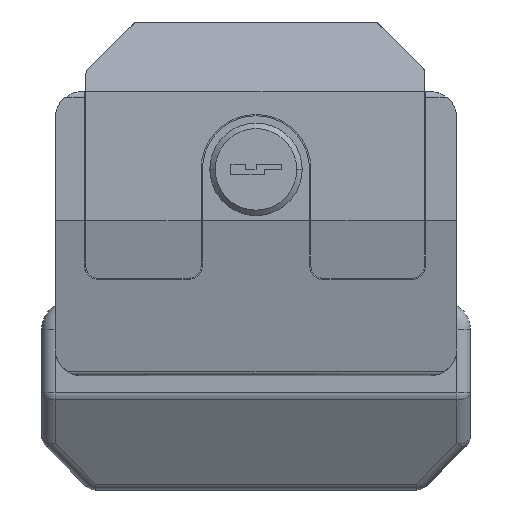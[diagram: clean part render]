
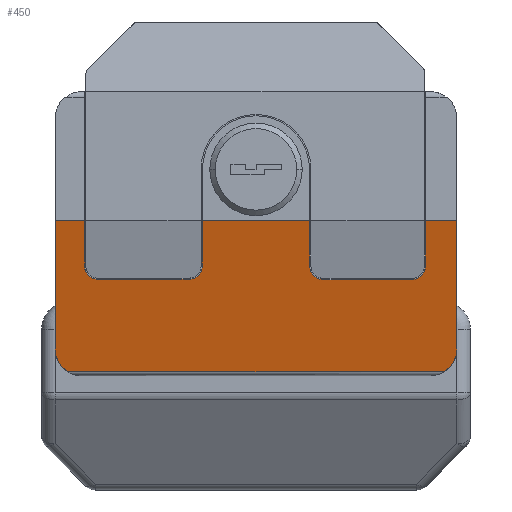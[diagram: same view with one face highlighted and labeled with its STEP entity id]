
A CAD part, front view. The second image highlights one B-rep face of the part: STEP entity #450.
In plain terms, the highlighted planar face has unit normal (0, -0.97, -0.242).
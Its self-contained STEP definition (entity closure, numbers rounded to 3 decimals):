
#450=ADVANCED_FACE('',(#938),#939,.T.);
#938=FACE_OUTER_BOUND('',#1462,.T.);
#939=PLANE('',#1463);
#1462=EDGE_LOOP('',(#2793,#2794,#2795,#2796,#2797,#2798,#2799,#2800,#2801,#2802,#2803,#2804,#2805,#2806,#2807,#2808,#2809,#2810));
#1463=AXIS2_PLACEMENT_3D('',#2811,#2812,#2813);
#2793=ORIENTED_EDGE('',*,*,#3733,.F.);
#2794=ORIENTED_EDGE('',*,*,#3459,.F.);
#2795=ORIENTED_EDGE('',*,*,#3735,.F.);
#2796=ORIENTED_EDGE('',*,*,#3674,.T.);
#2797=ORIENTED_EDGE('',*,*,#3736,.F.);
#2798=ORIENTED_EDGE('',*,*,#3737,.F.);
#2799=ORIENTED_EDGE('',*,*,#3558,.F.);
#2800=ORIENTED_EDGE('',*,*,#3563,.T.);
#2801=ORIENTED_EDGE('',*,*,#3621,.F.);
#2802=ORIENTED_EDGE('',*,*,#3614,.F.);
#2803=ORIENTED_EDGE('',*,*,#3632,.F.);
#2804=ORIENTED_EDGE('',*,*,#3500,.F.);
#2805=ORIENTED_EDGE('',*,*,#3496,.F.);
#2806=ORIENTED_EDGE('',*,*,#3492,.T.);
#2807=ORIENTED_EDGE('',*,*,#3638,.F.);
#2808=ORIENTED_EDGE('',*,*,#3487,.T.);
#2809=ORIENTED_EDGE('',*,*,#3701,.F.);
#2810=ORIENTED_EDGE('',*,*,#3463,.T.);
#2811=CARTESIAN_POINT('',(-37.5,-30.,33.465));
#2812=DIRECTION('',(-0.0,-0.97,-0.242));
#2813=DIRECTION('',(-1.0,0.0,0.0));
#3459=EDGE_CURVE('',#4226,#4228,#4229,.T.);
#3463=EDGE_CURVE('',#4235,#4232,#4236,.T.);
#3487=EDGE_CURVE('',#4273,#4271,#4274,.T.);
#3492=EDGE_CURVE('',#4282,#4280,#4283,.T.);
#3496=EDGE_CURVE('',#4282,#4288,#4289,.T.);
#3500=EDGE_CURVE('',#4288,#4294,#4295,.T.);
#3558=EDGE_CURVE('',#4382,#4384,#4385,.T.);
#3563=EDGE_CURVE('',#4382,#4390,#4392,.T.);
#3614=EDGE_CURVE('',#4464,#4466,#4467,.T.);
#3621=EDGE_CURVE('',#4466,#4390,#4476,.T.);
#3632=EDGE_CURVE('',#4294,#4464,#4489,.T.);
#3638=EDGE_CURVE('',#4273,#4280,#4496,.T.);
#3674=EDGE_CURVE('',#4539,#4546,#4548,.T.);
#3701=EDGE_CURVE('',#4235,#4271,#4590,.T.);
#3733=EDGE_CURVE('',#4228,#4232,#4635,.T.);
#3735=EDGE_CURVE('',#4539,#4226,#4637,.T.);
#3736=EDGE_CURVE('',#4638,#4546,#4639,.T.);
#3737=EDGE_CURVE('',#4384,#4638,#4640,.T.);
#4226=VERTEX_POINT('',#5298);
#4228=VERTEX_POINT('',#5301);
#4229=ELLIPSE('',#5302,5.153,5.0);
#4232=VERTEX_POINT('',#5310);
#4235=VERTEX_POINT('',#5318);
#4236=ELLIPSE('',#5319,5.153,5.0);
#4271=VERTEX_POINT('',#5370);
#4273=VERTEX_POINT('',#5373);
#4274=LINE('',#5374,#5375);
#4280=VERTEX_POINT('',#5382);
#4282=VERTEX_POINT('',#5385);
#4283=ELLIPSE('',#5386,2.577,2.5);
#4288=VERTEX_POINT('',#5393);
#4289=LINE('',#5394,#5395);
#4294=VERTEX_POINT('',#5401);
#4295=ELLIPSE('',#5402,2.577,2.5);
#4382=VERTEX_POINT('',#5520);
#4384=VERTEX_POINT('',#5523);
#4385=LINE('',#5524,#5525);
#4390=VERTEX_POINT('',#5531);
#4392=ELLIPSE('',#5534,2.577,2.5);
#4464=VERTEX_POINT('',#5636);
#4466=VERTEX_POINT('',#5639);
#4467=LINE('',#5640,#5641);
#4476=LINE('',#5653,#5654);
#4489=LINE('',#5673,#5674);
#4496=LINE('',#5684,#5685);
#4539=VERTEX_POINT('',#5744);
#4546=VERTEX_POINT('',#5753);
#4548=LINE('',#5756,#5757);
#4590=LINE('',#5822,#5823);
#4635=LINE('',#5884,#5885);
#4637=LINE('',#5887,#5888);
#4638=VERTEX_POINT('',#5889);
#4639=LINE('',#5890,#5891);
#4640=ELLIPSE('',#5892,2.577,2.5);
#5298=CARTESIAN_POINT('',(37.5,-24.028,9.512));
#5301=CARTESIAN_POINT('',(35.147,-22.97,5.271));
#5302=AXIS2_PLACEMENT_3D('',#6437,#6438,#6439);
#5310=CARTESIAN_POINT('',(-35.147,-22.97,5.271));
#5318=CARTESIAN_POINT('',(-37.5,-24.028,9.512));
#5319=AXIS2_PLACEMENT_3D('',#6440,#6441,#6442);
#5370=CARTESIAN_POINT('',(-37.5,-30.,33.465));
#5373=CARTESIAN_POINT('',(-32.0,-30.,33.465));
#5374=CARTESIAN_POINT('',(-32.0,-30.,33.465));
#5375=VECTOR('',#6470,5.5);
#5382=CARTESIAN_POINT('',(-32.0,-27.884,24.979));
#5385=CARTESIAN_POINT('',(-29.5,-27.261,22.479));
#5386=AXIS2_PLACEMENT_3D('',#6476,#6477,#6478);
#5393=CARTESIAN_POINT('',(-12.5,-27.261,22.479));
#5394=CARTESIAN_POINT('',(-29.5,-27.261,22.479));
#5395=VECTOR('',#6481,17.);
#5401=CARTESIAN_POINT('',(-10.0,-27.884,24.979));
#5402=AXIS2_PLACEMENT_3D('',#6486,#6487,#6488);
#5520=CARTESIAN_POINT('',(12.5,-27.256,22.461));
#5523=CARTESIAN_POINT('',(29.125,-27.256,22.461));
#5524=CARTESIAN_POINT('',(12.5,-27.256,22.461));
#5525=VECTOR('',#6557,16.625);
#5531=CARTESIAN_POINT('',(10.0,-27.88,24.961));
#5534=AXIS2_PLACEMENT_3D('',#6563,#6564,#6565);
#5636=CARTESIAN_POINT('',(-10.0,-30.,33.465));
#5639=CARTESIAN_POINT('',(10.0,-30.,33.465));
#5640=CARTESIAN_POINT('',(-10.0,-30.,33.465));
#5641=VECTOR('',#6609,20.0);
#5653=CARTESIAN_POINT('',(10.0,-30.,33.465));
#5654=VECTOR('',#6616,8.764);
#5673=CARTESIAN_POINT('',(-10.0,-27.884,24.979));
#5674=VECTOR('',#6629,8.746);
#5684=CARTESIAN_POINT('',(-32.0,-30.,33.465));
#5685=VECTOR('',#6633,8.746);
#5744=CARTESIAN_POINT('',(37.5,-30.,33.465));
#5753=CARTESIAN_POINT('',(31.625,-30.,33.465));
#5756=CARTESIAN_POINT('',(37.5,-30.,33.465));
#5757=VECTOR('',#6674,5.875);
#5822=CARTESIAN_POINT('',(-37.5,-24.028,9.512));
#5823=VECTOR('',#6699,24.686);
#5884=CARTESIAN_POINT('',(35.147,-22.97,5.271));
#5885=VECTOR('',#6734,70.294);
#5887=CARTESIAN_POINT('',(37.5,-30.,33.465));
#5888=VECTOR('',#6735,24.686);
#5889=CARTESIAN_POINT('',(31.625,-27.88,24.961));
#5890=CARTESIAN_POINT('',(31.625,-27.88,24.961));
#5891=VECTOR('',#6736,8.764);
#5892=AXIS2_PLACEMENT_3D('',#6737,#6738,#6739);
#6437=CARTESIAN_POINT('',(32.5,-24.028,9.512));
#6438=DIRECTION('',(0.0,0.97,0.242));
#6439=DIRECTION('',(0.0,0.242,-0.97));
#6440=CARTESIAN_POINT('',(-32.5,-24.028,9.512));
#6441=DIRECTION('',(0.0,-0.97,-0.242));
#6442=DIRECTION('',(0.0,0.242,-0.97));
#6470=DIRECTION('',(-1.0,0.0,0.0));
#6476=CARTESIAN_POINT('',(-29.5,-27.884,24.979));
#6477=DIRECTION('',(0.0,0.97,0.242));
#6478=DIRECTION('',(0.0,0.242,-0.97));
#6481=DIRECTION('',(1.0,0.0,0.0));
#6486=CARTESIAN_POINT('',(-12.5,-27.884,24.979));
#6487=DIRECTION('',(0.0,-0.97,-0.242));
#6488=DIRECTION('',(0.0,0.242,-0.97));
#6557=DIRECTION('',(1.0,0.0,0.0));
#6563=CARTESIAN_POINT('',(12.5,-27.88,24.961));
#6564=DIRECTION('',(0.0,0.97,0.242));
#6565=DIRECTION('',(0.0,0.242,-0.97));
#6609=DIRECTION('',(1.0,0.0,0.0));
#6616=DIRECTION('',(0.0,0.242,-0.97));
#6629=DIRECTION('',(0.0,-0.242,0.97));
#6633=DIRECTION('',(0.,0.242,-0.97));
#6674=DIRECTION('',(-1.0,0.,0.));
#6699=DIRECTION('',(0.,-0.242,0.97));
#6734=DIRECTION('',(-1.0,0.0,0.0));
#6735=DIRECTION('',(0.,0.242,-0.97));
#6736=DIRECTION('',(0.,-0.242,0.97));
#6737=CARTESIAN_POINT('',(29.125,-27.88,24.961));
#6738=DIRECTION('',(0.0,-0.97,-0.242));
#6739=DIRECTION('',(0.0,0.242,-0.97));
